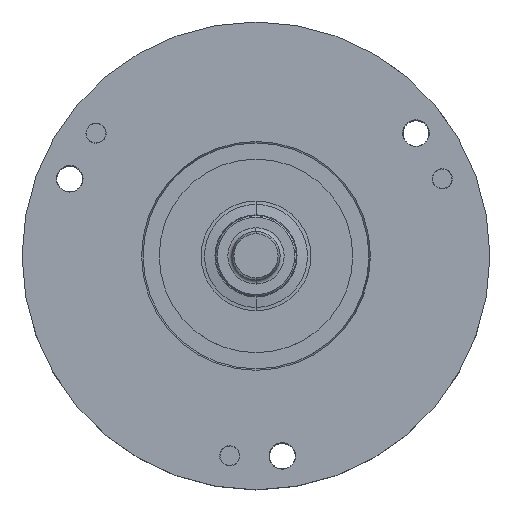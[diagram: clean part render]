
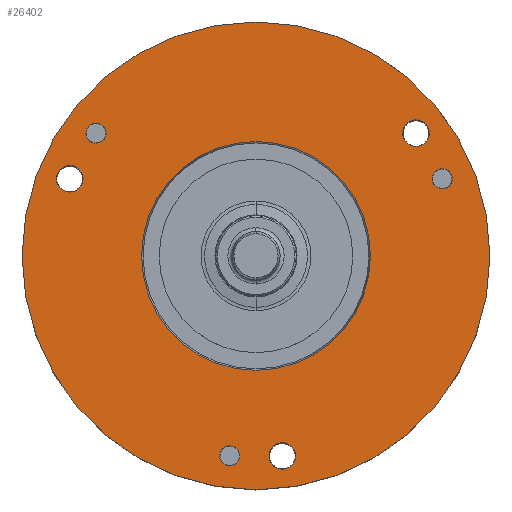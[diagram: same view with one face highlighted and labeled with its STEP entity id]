
A CAD part, top view. The second image highlights one B-rep face of the part: STEP entity #26402.
In plain terms, the highlighted planar face has unit normal (0, 0, 1).
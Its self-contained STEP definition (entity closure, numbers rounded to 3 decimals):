
#4028=CARTESIAN_POINT('',(0.,0.,25.));
#4029=DIRECTION('',(0.,0.,1.));
#4030=DIRECTION('',(1.,0.,0.));
#4031=AXIS2_PLACEMENT_3D('',#4028,#4029,#4030);
#4033=CARTESIAN_POINT('',(0.,0.,25.));
#4034=DIRECTION('',(0.,0.,1.));
#4035=DIRECTION('',(-1.,0.,0.));
#4036=AXIS2_PLACEMENT_3D('',#4033,#4034,#4035);
#4038=CARTESIAN_POINT('',(-19.834,15.219,25.));
#4039=DIRECTION('',(0.,0.,-1.));
#4040=DIRECTION('',(-0.793,0.609,0.));
#4041=AXIS2_PLACEMENT_3D('',#4038,#4039,#4040);
#4043=CARTESIAN_POINT('',(-19.834,15.219,25.));
#4044=DIRECTION('',(0.,0.,-1.));
#4045=DIRECTION('',(0.793,-0.609,0.));
#4046=AXIS2_PLACEMENT_3D('',#4043,#4044,#4045);
#4048=CARTESIAN_POINT('',(-3.263,-24.786,25.));
#4049=DIRECTION('',(0.,0.,-1.));
#4050=DIRECTION('',(-0.131,-0.991,0.));
#4051=AXIS2_PLACEMENT_3D('',#4048,#4049,#4050);
#4053=CARTESIAN_POINT('',(-3.263,-24.786,25.));
#4054=DIRECTION('',(0.,0.,-1.));
#4055=DIRECTION('',(0.131,0.991,0.));
#4056=AXIS2_PLACEMENT_3D('',#4053,#4054,#4055);
#4058=CARTESIAN_POINT('',(23.097,9.567,25.));
#4059=DIRECTION('',(0.,0.,-1.));
#4060=DIRECTION('',(0.924,0.383,0.));
#4061=AXIS2_PLACEMENT_3D('',#4058,#4059,#4060);
#4063=CARTESIAN_POINT('',(23.097,9.567,25.));
#4064=DIRECTION('',(0.,0.,-1.));
#4065=DIRECTION('',(-0.924,-0.383,0.));
#4066=AXIS2_PLACEMENT_3D('',#4063,#4064,#4065);
#4068=CARTESIAN_POINT('',(3.263,-24.786,25.));
#4069=DIRECTION('',(0.,0.,1.));
#4070=DIRECTION('',(0.,-1.,0.));
#4071=AXIS2_PLACEMENT_3D('',#4068,#4069,#4070);
#4073=CARTESIAN_POINT('',(3.263,-24.786,25.));
#4074=DIRECTION('',(0.,0.,1.));
#4075=DIRECTION('',(0.,1.,0.));
#4076=AXIS2_PLACEMENT_3D('',#4073,#4074,#4075);
#4078=CARTESIAN_POINT('',(19.834,15.219,25.));
#4079=DIRECTION('',(0.,0.,1.));
#4080=DIRECTION('',(0.,-1.,0.));
#4081=AXIS2_PLACEMENT_3D('',#4078,#4079,#4080);
#4083=CARTESIAN_POINT('',(19.834,15.219,25.));
#4084=DIRECTION('',(0.,0.,1.));
#4085=DIRECTION('',(0.,1.,0.));
#4086=AXIS2_PLACEMENT_3D('',#4083,#4084,#4085);
#4088=CARTESIAN_POINT('',(-23.097,9.567,25.));
#4089=DIRECTION('',(0.,0.,1.));
#4090=DIRECTION('',(0.,-1.,0.));
#4091=AXIS2_PLACEMENT_3D('',#4088,#4089,#4090);
#4093=CARTESIAN_POINT('',(-23.097,9.567,25.));
#4094=DIRECTION('',(0.,0.,1.));
#4095=DIRECTION('',(0.,1.,0.));
#4096=AXIS2_PLACEMENT_3D('',#4093,#4094,#4095);
#4107=CARTESIAN_POINT('',(0.,0.,25.));
#4108=DIRECTION('',(0.,0.,-1.));
#4109=DIRECTION('',(-1.,0.,0.));
#4110=AXIS2_PLACEMENT_3D('',#4107,#4108,#4109);
#4136=CARTESIAN_POINT('',(0.,0.,25.));
#4137=DIRECTION('',(0.,0.,-1.));
#4138=DIRECTION('',(1.,0.,0.));
#4139=AXIS2_PLACEMENT_3D('',#4136,#4137,#4138);
#20681=CARTESIAN_POINT('',(29.,0.,25.));
#20682=CARTESIAN_POINT('',(-29.,0.,25.));
#20683=VERTEX_POINT('',#20681);
#20684=VERTEX_POINT('',#20682);
#20761=CARTESIAN_POINT('',(-20.826,15.98,25.));
#20762=CARTESIAN_POINT('',(-18.842,14.458,25.));
#20763=VERTEX_POINT('',#20761);
#20764=VERTEX_POINT('',#20762);
#20765=CARTESIAN_POINT('',(-3.426,-26.025,25.));
#20766=CARTESIAN_POINT('',(-3.1,-23.547,25.));
#20767=VERTEX_POINT('',#20765);
#20768=VERTEX_POINT('',#20766);
#20769=CARTESIAN_POINT('',(24.252,10.045,25.));
#20770=CARTESIAN_POINT('',(21.942,9.089,25.));
#20771=VERTEX_POINT('',#20769);
#20772=VERTEX_POINT('',#20770);
#20871=CARTESIAN_POINT('',(14.188,0.,25.));
#20872=CARTESIAN_POINT('',(-14.188,0.,25.));
#20873=VERTEX_POINT('',#20871);
#20874=VERTEX_POINT('',#20872);
#21055=CARTESIAN_POINT('',(3.263,-26.436,25.));
#21056=CARTESIAN_POINT('',(3.263,-23.136,25.));
#21057=VERTEX_POINT('',#21055);
#21058=VERTEX_POINT('',#21056);
#21063=CARTESIAN_POINT('',(19.834,13.569,25.));
#21064=CARTESIAN_POINT('',(19.834,16.869,25.));
#21065=VERTEX_POINT('',#21063);
#21066=VERTEX_POINT('',#21064);
#21071=CARTESIAN_POINT('',(-23.097,7.917,25.));
#21072=CARTESIAN_POINT('',(-23.097,11.217,25.));
#21073=VERTEX_POINT('',#21071);
#21074=VERTEX_POINT('',#21072);
#26351=CARTESIAN_POINT('',(0.,0.,25.));
#26352=DIRECTION('',(0.,0.,1.));
#26353=DIRECTION('',(1.,0.,0.));
#26354=AXIS2_PLACEMENT_3D('',#26351,#26352,#26353);
#26355=PLANE('',#26354);
#26356=ORIENTED_EDGE('',*,*,#26331,.F.);
#26357=ORIENTED_EDGE('',*,*,#26345,.F.);
#26358=EDGE_LOOP('',(#26356,#26357));
#26359=FACE_OUTER_BOUND('',#26358,.F.);
#26361=ORIENTED_EDGE('',*,*,#26360,.F.);
#26363=ORIENTED_EDGE('',*,*,#26362,.F.);
#26364=EDGE_LOOP('',(#26361,#26363));
#26365=FACE_BOUND('',#26364,.F.);
#26367=ORIENTED_EDGE('',*,*,#26366,.F.);
#26369=ORIENTED_EDGE('',*,*,#26368,.F.);
#26370=EDGE_LOOP('',(#26367,#26369));
#26371=FACE_BOUND('',#26370,.F.);
#26373=ORIENTED_EDGE('',*,*,#26372,.F.);
#26375=ORIENTED_EDGE('',*,*,#26374,.F.);
#26376=EDGE_LOOP('',(#26373,#26375));
#26377=FACE_BOUND('',#26376,.F.);
#26379=ORIENTED_EDGE('',*,*,#26378,.F.);
#26381=ORIENTED_EDGE('',*,*,#26380,.F.);
#26382=EDGE_LOOP('',(#26379,#26381));
#26383=FACE_BOUND('',#26382,.F.);
#26385=ORIENTED_EDGE('',*,*,#26384,.T.);
#26387=ORIENTED_EDGE('',*,*,#26386,.T.);
#26388=EDGE_LOOP('',(#26385,#26387));
#26389=FACE_BOUND('',#26388,.F.);
#26391=ORIENTED_EDGE('',*,*,#26390,.T.);
#26393=ORIENTED_EDGE('',*,*,#26392,.T.);
#26394=EDGE_LOOP('',(#26391,#26393));
#26395=FACE_BOUND('',#26394,.F.);
#26397=ORIENTED_EDGE('',*,*,#26396,.T.);
#26399=ORIENTED_EDGE('',*,*,#26398,.T.);
#26400=EDGE_LOOP('',(#26397,#26399));
#26401=FACE_BOUND('',#26400,.F.);
#4032=CIRCLE('',#4031,29.);
#4037=CIRCLE('',#4036,29.);
#4042=CIRCLE('',#4041,1.25);
#4047=CIRCLE('',#4046,1.25);
#4052=CIRCLE('',#4051,1.25);
#4057=CIRCLE('',#4056,1.25);
#4062=CIRCLE('',#4061,1.25);
#4067=CIRCLE('',#4066,1.25);
#4072=CIRCLE('',#4071,1.65);
#4077=CIRCLE('',#4076,1.65);
#4082=CIRCLE('',#4081,1.65);
#4087=CIRCLE('',#4086,1.65);
#4092=CIRCLE('',#4091,1.65);
#4097=CIRCLE('',#4096,1.65);
#4111=CIRCLE('',#4110,14.188);
#4140=CIRCLE('',#4139,14.188);
#26331=EDGE_CURVE('',#20683,#20684,#4032,.T.);
#26345=EDGE_CURVE('',#20684,#20683,#4037,.T.);
#26360=EDGE_CURVE('',#20874,#20873,#4111,.T.);
#26362=EDGE_CURVE('',#20873,#20874,#4140,.T.);
#26366=EDGE_CURVE('',#20763,#20764,#4042,.T.);
#26368=EDGE_CURVE('',#20764,#20763,#4047,.T.);
#26372=EDGE_CURVE('',#20767,#20768,#4052,.T.);
#26374=EDGE_CURVE('',#20768,#20767,#4057,.T.);
#26378=EDGE_CURVE('',#20771,#20772,#4062,.T.);
#26380=EDGE_CURVE('',#20772,#20771,#4067,.T.);
#26384=EDGE_CURVE('',#21057,#21058,#4072,.T.);
#26386=EDGE_CURVE('',#21058,#21057,#4077,.T.);
#26390=EDGE_CURVE('',#21065,#21066,#4082,.T.);
#26392=EDGE_CURVE('',#21066,#21065,#4087,.T.);
#26396=EDGE_CURVE('',#21073,#21074,#4092,.T.);
#26398=EDGE_CURVE('',#21074,#21073,#4097,.T.);
#26402=ADVANCED_FACE('',(#26359,#26365,#26371,#26377,#26383,#26389,#26395,
#26401),#26355,.T.);
